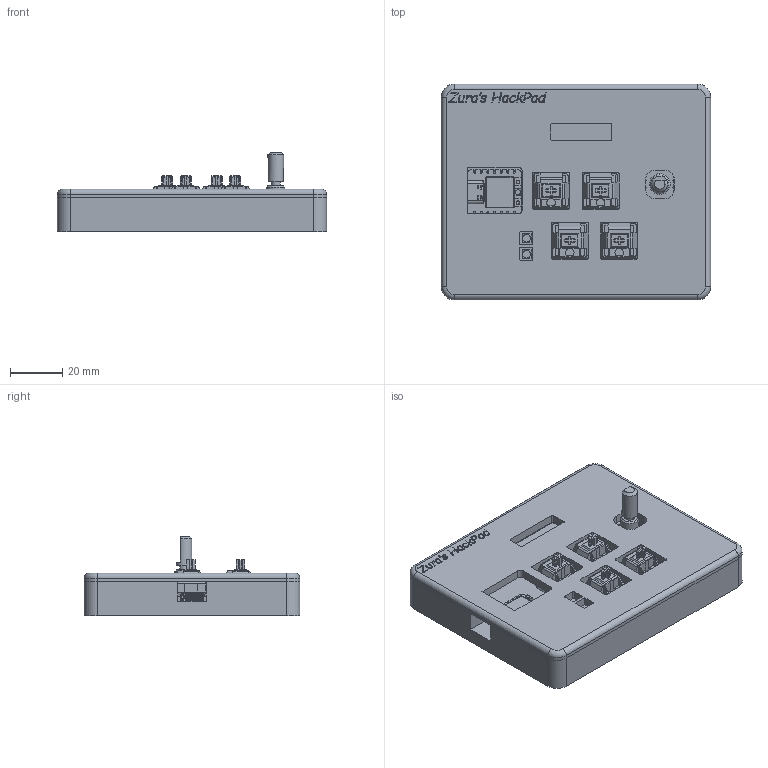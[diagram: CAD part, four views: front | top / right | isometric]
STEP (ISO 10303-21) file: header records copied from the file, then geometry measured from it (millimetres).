
FILE_DESCRIPTION(/* description */ ('STEP AP242 Edition 2','CAx-IF Rec.Pracs.---Representation and Presentation of Product Manufacturing Information (PMI)---4.0---2014-10-13','CAx-IF Rec.Pracs.---3D Tessellated Geometry---0.4---2014-09-14','2;1','CAx-IF Rec.Pracs.---User Defined Attributes---1.5---2016-08-15'),/* implementation_level */ '2;1');
FILE_NAME(/* name */ '69335f604838793e104d1b65',/* time_stamp */ '2025-12-05T22:40:36Z',/* author */ (''),/* organization */ (''),/* preprocessor_version */ 'ST-DEVELOPER v20',/* originating_system */ 'ONSHAPE BY PTC INC, 1.207',/* authorisation */ ' ');
FILE_SCHEMA (('AP242_MANAGED_MODEL_BASED_3D_ENGINEERING_MIM_LF { 1 0 10303 442 3 1 4 }'));
Products named in the file (8): Assembly 1; Part 1; SK6812MINI; MX1A-11NN; 102010428; 1; Part 13
Assembly tree (11 placements, depth 2):
  Assembly 1
    Part 1
    SK6812MINI  x2
    MX1A-11NN  x4
    Part 1
    102010428
    1
    Part 13
Bounding box: 103.47 x 82.91 x 30.75 mm (x, y, z)
Volume: 91923.1 mm3; surface area: 51316.1 mm2
Topology: 11 solids, 12 shells, 3190 faces, 8829 edges, 5732 vertices
Faces by surface type: plane 2151, cylinder 683, bspline 251, cone 63, torus 25, sphere 17
Full cylindrical faces by diameter (mm): 0.8 x18, 1.4 x2, 1.5 x4, 2 x1, 2.2 x6, 3.2 x4, 3.4 x4, 3.49 x1, 3.51 x1, 4 x1, 4.391 x4, 6 x1, 7 x1
Entity records: 80924 total; most frequent: CARTESIAN_POINT 17369, ORIENTED_EDGE 13700, DIRECTION 12134, EDGE_CURVE 6850, LINE 4970, VECTOR 4970, VERTEX_POINT 4495, AXIS2_PLACEMENT_3D 3582
